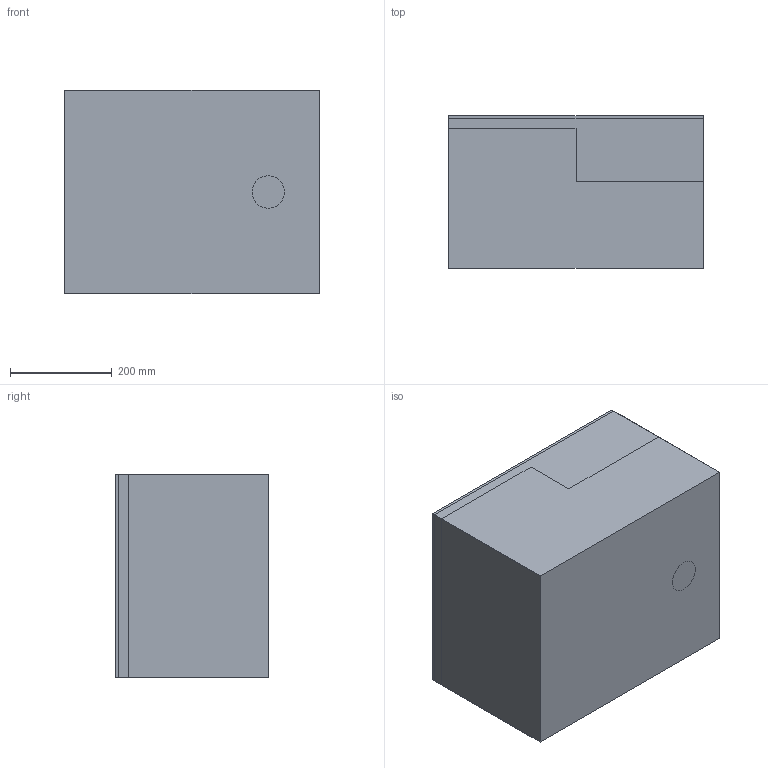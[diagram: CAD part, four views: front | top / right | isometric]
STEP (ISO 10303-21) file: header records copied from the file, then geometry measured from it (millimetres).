
FILE_DESCRIPTION((''),'2;1');
FILE_NAME('MULTI','2024-01-09T09:43:18',(''),(''),'CREO PARAMETRIC BY PTC INC, 2021404','CREO PARAMETRIC BY PTC INC, 2021404','');
FILE_SCHEMA(('AP242_MANAGED_MODEL_BASED_3D_ENGINEERING_MIM_LF { 1 0 10303 442 1 1 4 }'));
Products named in the file (2): MULTI; STAHL_ALLGEMEIN
Bounding box: 500 x 300 x 400 mm (x, y, z)
Surface area: 3583679.9 mm2
Topology: 4 solids, 4 shells, 30 faces, 66 edges, 44 vertices
Faces by surface type: plane 28, cylinder 2
Entity records: 55058 total; most frequent: CARTESIAN_POINT 41686, POLYLINE 11143, DIRECTION 188, PRESENTATION_STYLE_ASSIGNMENT 147, ORIENTED_EDGE 132, CURVE_STYLE 98, STYLED_ITEM 79, PROPERTY_DEFINITION 70
